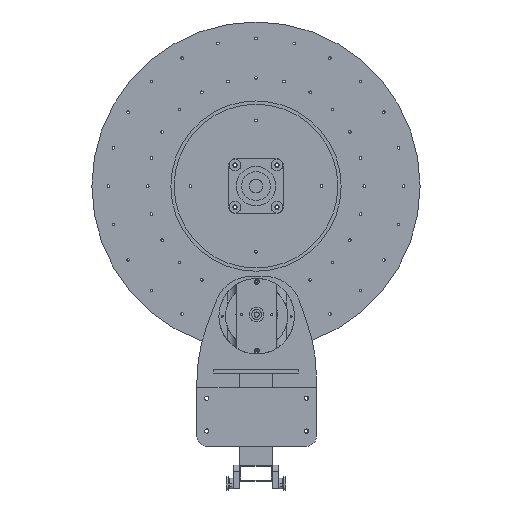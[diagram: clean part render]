
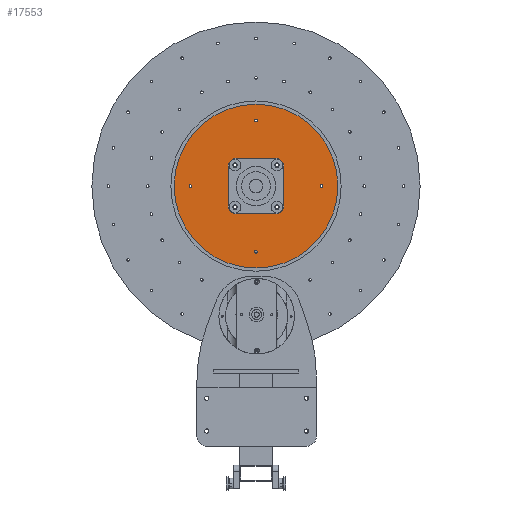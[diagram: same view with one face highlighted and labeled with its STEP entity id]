
A CAD part, front view. The second image highlights one B-rep face of the part: STEP entity #17553.
In plain terms, the highlighted planar face has unit normal (0, -1, 0).
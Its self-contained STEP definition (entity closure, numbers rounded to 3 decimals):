
#549=FACE_BOUND('',#3051,.T.);
#550=FACE_BOUND('',#3052,.T.);
#551=FACE_BOUND('',#3053,.T.);
#552=FACE_BOUND('',#3054,.T.);
#553=FACE_BOUND('',#3055,.T.);
#554=FACE_BOUND('',#3056,.T.);
#555=FACE_BOUND('',#3057,.T.);
#556=FACE_BOUND('',#3058,.T.);
#557=FACE_BOUND('',#3059,.T.);
#993=PLANE('',#19283);
#1862=FACE_OUTER_BOUND('',#3050,.T.);
#3050=EDGE_LOOP('',(#15245));
#3051=EDGE_LOOP('',(#15246));
#3052=EDGE_LOOP('',(#15247));
#3053=EDGE_LOOP('',(#15248));
#3054=EDGE_LOOP('',(#15249));
#3055=EDGE_LOOP('',(#15250));
#3056=EDGE_LOOP('',(#15251));
#3057=EDGE_LOOP('',(#15252));
#3058=EDGE_LOOP('',(#15253));
#3059=EDGE_LOOP('',(#15254));
#7041=CIRCLE('',#19263,2.);
#7043=CIRCLE('',#19266,2.5);
#7045=CIRCLE('',#19269,2.5);
#7047=CIRCLE('',#19272,2.5);
#7049=CIRCLE('',#19275,2.5);
#7051=CIRCLE('',#19278,15.);
#7053=CIRCLE('',#19281,124.75);
#7055=CIRCLE('',#19284,2.);
#7056=CIRCLE('',#19285,2.);
#7057=CIRCLE('',#19286,2.);
#8461=VERTEX_POINT('',#29344);
#8463=VERTEX_POINT('',#29350);
#8465=VERTEX_POINT('',#29356);
#8467=VERTEX_POINT('',#29362);
#8469=VERTEX_POINT('',#29368);
#8471=VERTEX_POINT('',#29374);
#8473=VERTEX_POINT('',#29380);
#8475=VERTEX_POINT('',#29386);
#8476=VERTEX_POINT('',#29388);
#8477=VERTEX_POINT('',#29390);
#10774=EDGE_CURVE('',#8461,#8461,#7041,.T.);
#10777=EDGE_CURVE('',#8463,#8463,#7043,.T.);
#10780=EDGE_CURVE('',#8465,#8465,#7045,.T.);
#10783=EDGE_CURVE('',#8467,#8467,#7047,.T.);
#10786=EDGE_CURVE('',#8469,#8469,#7049,.T.);
#10789=EDGE_CURVE('',#8471,#8471,#7051,.T.);
#10792=EDGE_CURVE('',#8473,#8473,#7053,.T.);
#10795=EDGE_CURVE('',#8475,#8475,#7055,.T.);
#10796=EDGE_CURVE('',#8476,#8476,#7056,.T.);
#10797=EDGE_CURVE('',#8477,#8477,#7057,.T.);
#15245=ORIENTED_EDGE('',*,*,#10792,.T.);
#15246=ORIENTED_EDGE('',*,*,#10795,.T.);
#15247=ORIENTED_EDGE('',*,*,#10796,.T.);
#15248=ORIENTED_EDGE('',*,*,#10797,.T.);
#15249=ORIENTED_EDGE('',*,*,#10774,.T.);
#15250=ORIENTED_EDGE('',*,*,#10777,.T.);
#15251=ORIENTED_EDGE('',*,*,#10780,.T.);
#15252=ORIENTED_EDGE('',*,*,#10783,.T.);
#15253=ORIENTED_EDGE('',*,*,#10786,.T.);
#15254=ORIENTED_EDGE('',*,*,#10789,.T.);
#17553=ADVANCED_FACE('',(#1862,#549,#550,#551,#552,#553,#554,#555,#556,
#557),#993,.T.);
#19263=AXIS2_PLACEMENT_3D('',#29345,#23498,#23499);
#19266=AXIS2_PLACEMENT_3D('',#29351,#23505,#23506);
#19269=AXIS2_PLACEMENT_3D('',#29357,#23512,#23513);
#19272=AXIS2_PLACEMENT_3D('',#29363,#23519,#23520);
#19275=AXIS2_PLACEMENT_3D('',#29369,#23526,#23527);
#19278=AXIS2_PLACEMENT_3D('',#29375,#23533,#23534);
#19281=AXIS2_PLACEMENT_3D('',#29381,#23540,#23541);
#19283=AXIS2_PLACEMENT_3D('',#29385,#23545,#23546);
#19284=AXIS2_PLACEMENT_3D('',#29387,#23547,#23548);
#19285=AXIS2_PLACEMENT_3D('',#29389,#23549,#23550);
#19286=AXIS2_PLACEMENT_3D('',#29391,#23551,#23552);
#23498=DIRECTION('center_axis',(0.,1.,0.));
#23499=DIRECTION('ref_axis',(1.,0.,0.));
#23505=DIRECTION('center_axis',(0.,1.,0.));
#23506=DIRECTION('ref_axis',(1.,0.,0.));
#23512=DIRECTION('center_axis',(0.,1.,0.));
#23513=DIRECTION('ref_axis',(1.,0.,0.));
#23519=DIRECTION('center_axis',(0.,1.,0.));
#23520=DIRECTION('ref_axis',(1.,0.,0.));
#23526=DIRECTION('center_axis',(0.,1.,0.));
#23527=DIRECTION('ref_axis',(1.,0.,0.));
#23533=DIRECTION('center_axis',(0.,1.,0.));
#23534=DIRECTION('ref_axis',(1.,0.,0.));
#23540=DIRECTION('center_axis',(0.,-1.,0.));
#23541=DIRECTION('ref_axis',(1.,0.,0.));
#23545=DIRECTION('center_axis',(0.,-1.,0.));
#23546=DIRECTION('ref_axis',(1.,0.,0.));
#23547=DIRECTION('center_axis',(0.,1.,0.));
#23548=DIRECTION('ref_axis',(0.,0.,1.));
#23549=DIRECTION('center_axis',(0.,1.,0.));
#23550=DIRECTION('ref_axis',(-1.,0.,0.));
#23551=DIRECTION('center_axis',(0.,1.,0.));
#23552=DIRECTION('ref_axis',(0.,0.,-1.));
#29344=CARTESIAN_POINT('',(-2.,-30.,100.));
#29345=CARTESIAN_POINT('Origin',(0.,-30.,100.));
#29350=CARTESIAN_POINT('',(-34.5,-30.,32.));
#29351=CARTESIAN_POINT('Origin',(-32.,-30.,32.));
#29356=CARTESIAN_POINT('',(29.5,-30.,-32.));
#29357=CARTESIAN_POINT('Origin',(32.,-30.,-32.));
#29362=CARTESIAN_POINT('',(29.5,-30.,32.));
#29363=CARTESIAN_POINT('Origin',(32.,-30.,32.));
#29368=CARTESIAN_POINT('',(-34.5,-30.,-32.));
#29369=CARTESIAN_POINT('Origin',(-32.,-30.,-32.));
#29374=CARTESIAN_POINT('',(-15.,-30.,0.));
#29375=CARTESIAN_POINT('Origin',(0.,-30.,0.));
#29380=CARTESIAN_POINT('',(-124.75,-30.,0.));
#29381=CARTESIAN_POINT('Origin',(0.,-30.,0.));
#29385=CARTESIAN_POINT('Origin',(0.,-30.,0.));
#29386=CARTESIAN_POINT('',(-100.,-30.,-2.));
#29387=CARTESIAN_POINT('Origin',(-100.,-30.,0.));
#29388=CARTESIAN_POINT('',(2.,-30.,-100.));
#29389=CARTESIAN_POINT('Origin',(0.,-30.,-100.));
#29390=CARTESIAN_POINT('',(100.,-30.,2.));
#29391=CARTESIAN_POINT('Origin',(100.,-30.,0.));
